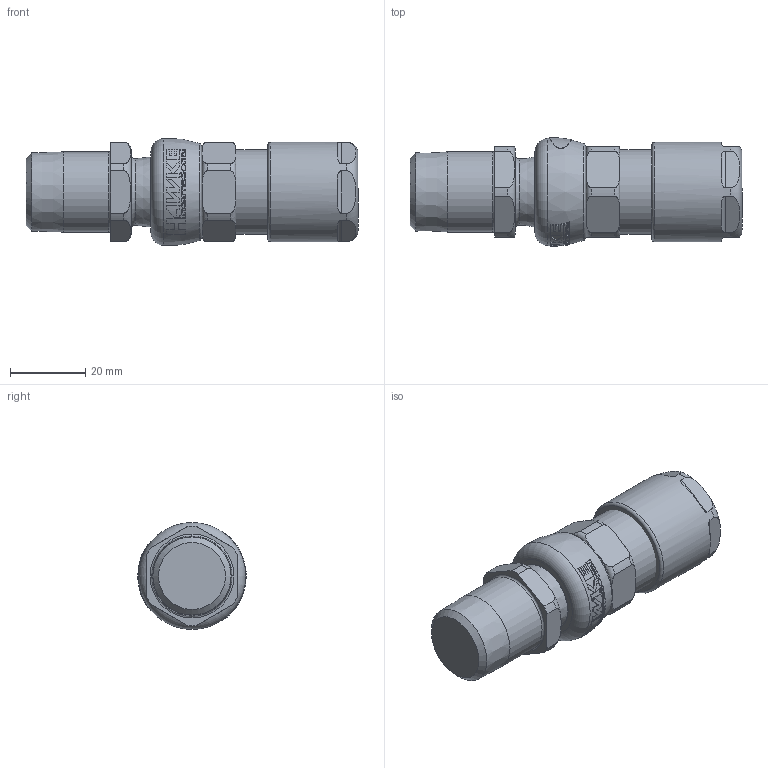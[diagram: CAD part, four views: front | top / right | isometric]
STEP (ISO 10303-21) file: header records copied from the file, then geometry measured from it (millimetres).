
FILE_DESCRIPTION(/* description */ (''),/* implementation_level */ '2;1');
FILE_NAME(/* name */ 'ICG_653_UNIV_X O_1_2_NPT.stp',/* time_stamp */ '2020-08-13T15:46:09+05:00',/* author */ ('jgandhi'),/* organization */ (''),/* preprocessor_version */ 'ST-DEVELOPER v18',/* originating_system */ 'Autodesk Inventor 2020',/* authorisation */ '');
FILE_SCHEMA (('AUTOMOTIVE_DESIGN { 1 0 10303 214 3 1 1 }'));
Length unit declared in the file: millimetre
Products named in the file (1): ICG_653_UNIV_X O_1_2_NPT
Bounding box: 88.38 x 28.86 x 28.5 mm (x, y, z)
Volume: 66349.8 mm3; surface area: 22224 mm2
Topology: 11 solids, 11 shells, 752 faces, 2130 edges, 1435 vertices
Faces by surface type: plane 275, bspline 160, torus 154, cylinder 94, cone 67, sphere 2
Full cylindrical faces by diameter (mm): 0.6 x6, 11.8 x1, 12 x1, 13 x1, 14.4 x1, 15.1 x1, 15.2 x1, 16 x1, 16.8 x1, 18 x2, 19 x5, 20.638 x1, 21.34 x1, 22.6 x1, 23 x1, 23.65 x1, 24 x1, 26.5 x1
Entity records: 29941 total; most frequent: CARTESIAN_POINT 10942, ORIENTED_EDGE 4256, DIRECTION 3243, EDGE_CURVE 2128, VERTEX_POINT 1435, AXIS2_PLACEMENT_3D 1301, EDGE_LOOP 795, FACE_OUTER_BOUND 752
